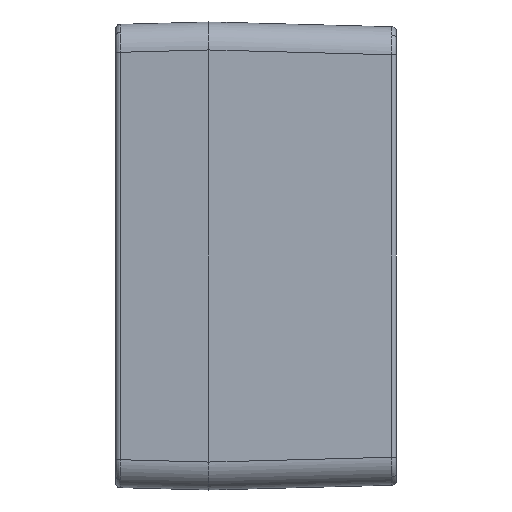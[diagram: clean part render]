
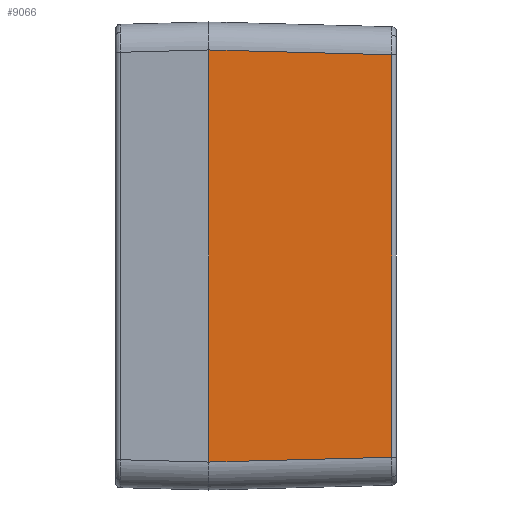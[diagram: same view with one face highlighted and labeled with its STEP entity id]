
A CAD part, left-side view. The second image highlights one B-rep face of the part: STEP entity #9066.
In plain terms, the highlighted planar face has unit normal (-1, -0.026, 0).
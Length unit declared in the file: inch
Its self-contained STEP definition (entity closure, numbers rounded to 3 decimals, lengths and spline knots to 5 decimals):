
#231 = DIRECTION ( 'NONE',  ( 0.026, -0.999, -0.026 ) ) ;
#2591 = CARTESIAN_POINT ( 'NONE',  ( -3.15748, 0., -1.74024 ) ) ;
#4298 = EDGE_LOOP ( 'NONE', ( #38339, #74610, #41954, #56593 ) ) ;
#6231 = LINE ( 'NONE', #74855, #28328 ) ;
#6792 = LINE ( 'NONE', #44463, #15746 ) ;
#9066 = ADVANCED_FACE ( 'NONE', ( #59841 ), #62542, .T. ) ;
#11568 = VECTOR ( 'NONE', #26995, 39.37008 ) ;
#13941 = DIRECTION ( 'NONE',  ( 0., 0., 1. ) ) ;
#14100 = EDGE_CURVE ( 'NONE', #26805, #15558, #42831, .T. ) ;
#15558 = VERTEX_POINT ( 'NONE', #57728 ) ;
#15746 = VECTOR ( 'NONE', #13941, 39.37008 ) ;
#26805 = VERTEX_POINT ( 'NONE', #2591 ) ;
#26995 = DIRECTION ( 'NONE',  ( 0., 0., 1. ) ) ;
#28328 = VECTOR ( 'NONE', #231, 39.37008 ) ;
#29809 = CARTESIAN_POINT ( 'NONE',  ( -3.15748, 0., 1.74024 ) ) ;
#31638 = DIRECTION ( 'NONE',  ( -1., -0.026, 0. ) ) ;
#34241 = LINE ( 'NONE', #57541, #11568 ) ;
#38339 = ORIENTED_EDGE ( 'NONE', *, *, #71644, .F. ) ;
#40610 = EDGE_CURVE ( 'NONE', #26805, #69009, #6792, .T. ) ;
#41954 = ORIENTED_EDGE ( 'NONE', *, *, #14100, .T. ) ;
#42831 = LINE ( 'NONE', #67326, #43747 ) ;
#42893 = DIRECTION ( 'NONE',  ( 0.026, -1., 0. ) ) ;
#43747 = VECTOR ( 'NONE', #65791, 39.37008 ) ;
#44463 = CARTESIAN_POINT ( 'NONE',  ( -3.15748, 0., 1.97638 ) ) ;
#56593 = ORIENTED_EDGE ( 'NONE', *, *, #62553, .T. ) ;
#57541 = CARTESIAN_POINT ( 'NONE',  ( -3.11704, -1.54434, -1.97638 ) ) ;
#57728 = CARTESIAN_POINT ( 'NONE',  ( -3.11704, -1.54434, -1.6998 ) ) ;
#59841 = FACE_OUTER_BOUND ( 'NONE', #4298, .T. ) ;
#61362 = CARTESIAN_POINT ( 'NONE',  ( -3.15748, 0., -1.97638 ) ) ;
#62542 = PLANE ( 'NONE',  #76790 ) ;
#62553 = EDGE_CURVE ( 'NONE', #15558, #65520, #34241, .T. ) ;
#65520 = VERTEX_POINT ( 'NONE', #76776 ) ;
#65791 = DIRECTION ( 'NONE',  ( 0.026, -0.999, 0.026 ) ) ;
#67326 = CARTESIAN_POINT ( 'NONE',  ( -3.15748, 0., -1.74024 ) ) ;
#69009 = VERTEX_POINT ( 'NONE', #29809 ) ;
#71644 = EDGE_CURVE ( 'NONE', #69009, #65520, #6231, .T. ) ;
#74610 = ORIENTED_EDGE ( 'NONE', *, *, #40610, .F. ) ;
#74855 = CARTESIAN_POINT ( 'NONE',  ( -3.15494, -0.09719, 1.73769 ) ) ;
#76776 = CARTESIAN_POINT ( 'NONE',  ( -3.11704, -1.54434, 1.6998 ) ) ;
#76790 = AXIS2_PLACEMENT_3D ( 'NONE', #61362, #31638, #42893 ) ;
